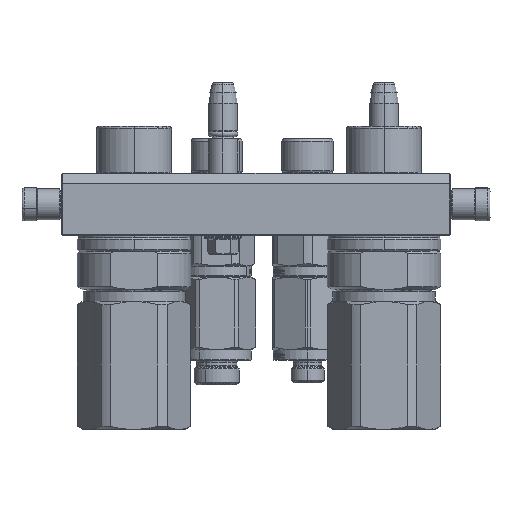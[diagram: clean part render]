
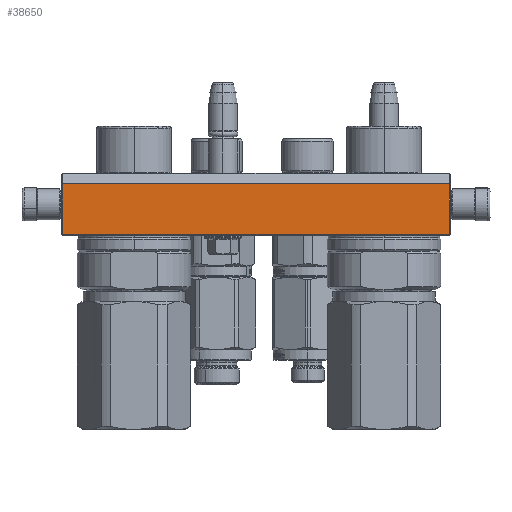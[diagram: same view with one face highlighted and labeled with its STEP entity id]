
A CAD part, left-side view. The second image highlights one B-rep face of the part: STEP entity #38650.
In plain terms, the highlighted face is planar.
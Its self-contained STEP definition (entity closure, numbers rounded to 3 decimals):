
#1198 = ORIENTED_EDGE ( 'NONE', *, *, #69838, .F. ) ;
#1382 = LINE ( 'NONE', #3491, #39476 ) ;
#3491 = CARTESIAN_POINT ( 'NONE',  ( 93.5, 5., -45. ) ) ;
#8721 = DIRECTION ( 'NONE',  ( -1., 0., 0. ) ) ;
#9507 = LINE ( 'NONE', #54066, #55669 ) ;
#13526 = DIRECTION ( 'NONE',  ( -1., 0., 0. ) ) ;
#16851 = ORIENTED_EDGE ( 'NONE', *, *, #40142, .T. ) ;
#17241 = CARTESIAN_POINT ( 'NONE',  ( 94., 0., -45. ) ) ;
#17372 = VERTEX_POINT ( 'NONE', #52473 ) ;
#19162 = CARTESIAN_POINT ( 'NONE',  ( 93.5, 29.5, -45. ) ) ;
#21090 = LINE ( 'NONE', #60606, #73512 ) ;
#21723 = EDGE_CURVE ( 'NONE', #56309, #17372, #48974, .T. ) ;
#24475 = DIRECTION ( 'NONE',  ( 0., 1., 0. ) ) ;
#28367 = DIRECTION ( 'NONE',  ( -1., 0., 0. ) ) ;
#29076 = VECTOR ( 'NONE', #13526, 1000. ) ;
#33059 = EDGE_LOOP ( 'NONE', ( #54248, #50341, #1198, #16851 ) ) ;
#33698 = PLANE ( 'NONE',  #42585 ) ;
#34065 = CARTESIAN_POINT ( 'NONE',  ( 93.5, 29.5, -45. ) ) ;
#35174 = FACE_OUTER_BOUND ( 'NONE', #33059, .T. ) ;
#35998 = EDGE_CURVE ( 'NONE', #50310, #17372, #9507, .T. ) ;
#38650 = ADVANCED_FACE ( 'NONE', ( #35174 ), #33698, .T. ) ;
#39476 = VECTOR ( 'NONE', #73098, 1000. ) ;
#39746 = CARTESIAN_POINT ( 'NONE',  ( -93.5, 5., -45. ) ) ;
#40142 = EDGE_CURVE ( 'NONE', #65608, #50310, #21090, .T. ) ;
#42585 = AXIS2_PLACEMENT_3D ( 'NONE', #17241, #46292, #28367 ) ;
#46292 = DIRECTION ( 'NONE',  ( 0., 0., -1. ) ) ;
#48974 = LINE ( 'NONE', #19162, #29076 ) ;
#50310 = VERTEX_POINT ( 'NONE', #39746 ) ;
#50341 = ORIENTED_EDGE ( 'NONE', *, *, #21723, .F. ) ;
#52473 = CARTESIAN_POINT ( 'NONE',  ( -93.5, 29.5, -45. ) ) ;
#54066 = CARTESIAN_POINT ( 'NONE',  ( -93.5, 5., -45. ) ) ;
#54248 = ORIENTED_EDGE ( 'NONE', *, *, #35998, .T. ) ;
#55669 = VECTOR ( 'NONE', #24475, 1000. ) ;
#56309 = VERTEX_POINT ( 'NONE', #34065 ) ;
#60606 = CARTESIAN_POINT ( 'NONE',  ( 93.5, 5., -45. ) ) ;
#65608 = VERTEX_POINT ( 'NONE', #67186 ) ;
#67186 = CARTESIAN_POINT ( 'NONE',  ( 93.5, 5., -45. ) ) ;
#69838 = EDGE_CURVE ( 'NONE', #65608, #56309, #1382, .T. ) ;
#73098 = DIRECTION ( 'NONE',  ( 0., 1., 0. ) ) ;
#73512 = VECTOR ( 'NONE', #8721, 1000. ) ;
